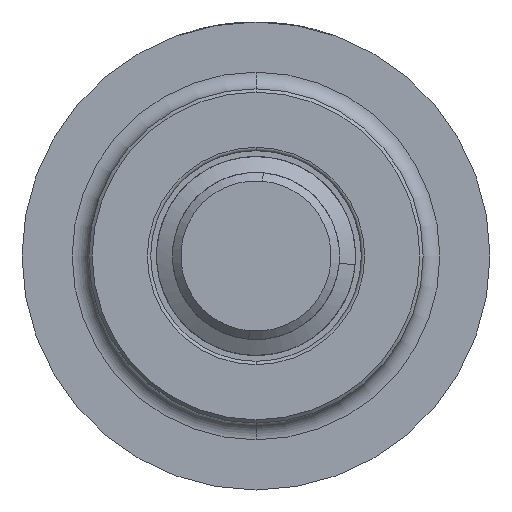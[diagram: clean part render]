
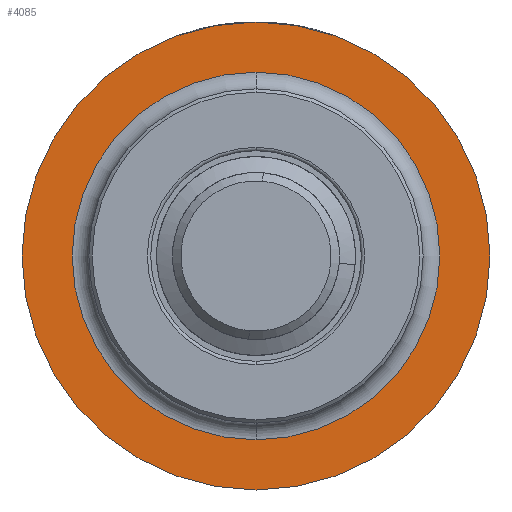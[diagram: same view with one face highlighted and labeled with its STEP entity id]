
A CAD part, front view. The second image highlights one B-rep face of the part: STEP entity #4085.
In plain terms, the highlighted planar face has unit normal (0, -1, 0).
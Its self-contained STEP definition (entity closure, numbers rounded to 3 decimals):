
#135 = CARTESIAN_POINT ( 'NONE',  ( 0., 7.42, 11. ) ) ;
#410 = EDGE_CURVE ( 'NONE', #1887, #6174, #2316, .T. ) ;
#421 = DIRECTION ( 'NONE',  ( 0., 0., -1. ) ) ;
#426 = DIRECTION ( 'NONE',  ( 0., 0., -1. ) ) ;
#728 = DIRECTION ( 'NONE',  ( 0., 0., -1. ) ) ;
#782 = ORIENTED_EDGE ( 'NONE', *, *, #3863, .F. ) ;
#1033 = DIRECTION ( 'NONE',  ( 0., -1., 0. ) ) ;
#1046 = CIRCLE ( 'NONE', #4782, 14. ) ;
#1710 = CARTESIAN_POINT ( 'NONE',  ( 0., 7.42, 0. ) ) ;
#1799 = AXIS2_PLACEMENT_3D ( 'NONE', #3579, #1033, #421 ) ;
#1820 = PLANE ( 'NONE',  #6776 ) ;
#1887 = VERTEX_POINT ( 'NONE', #2752 ) ;
#2129 = CARTESIAN_POINT ( 'NONE',  ( 0., 7.42, 14. ) ) ;
#2316 = CIRCLE ( 'NONE', #4293, 14. ) ;
#2335 = CIRCLE ( 'NONE', #4470, 11. ) ;
#2601 = DIRECTION ( 'NONE',  ( 0., -1., 0. ) ) ;
#2706 = VERTEX_POINT ( 'NONE', #5314 ) ;
#2752 = CARTESIAN_POINT ( 'NONE',  ( 0., 7.42, -14. ) ) ;
#2962 = CARTESIAN_POINT ( 'NONE',  ( 0., 7.42, 0. ) ) ;
#3524 = FACE_BOUND ( 'NONE', #6460, .T. ) ;
#3579 = CARTESIAN_POINT ( 'NONE',  ( 0., 7.42, 0. ) ) ;
#3642 = EDGE_CURVE ( 'NONE', #6174, #1887, #1046, .T. ) ;
#3659 = DIRECTION ( 'NONE',  ( 0., -1., 0. ) ) ;
#3732 = EDGE_CURVE ( 'NONE', #7602, #2706, #2335, .T. ) ;
#3863 = EDGE_CURVE ( 'NONE', #2706, #7602, #5004, .T. ) ;
#4085 = ADVANCED_FACE ( 'NONE', ( #7015, #3524 ), #1820, .T. ) ;
#4293 = AXIS2_PLACEMENT_3D ( 'NONE', #2962, #4828, #426 ) ;
#4295 = DIRECTION ( 'NONE',  ( 0., 0., -1. ) ) ;
#4347 = CARTESIAN_POINT ( 'NONE',  ( 11., 7.42, 0. ) ) ;
#4399 = ORIENTED_EDGE ( 'NONE', *, *, #3732, .F. ) ;
#4470 = AXIS2_PLACEMENT_3D ( 'NONE', #5760, #2601, #728 ) ;
#4782 = AXIS2_PLACEMENT_3D ( 'NONE', #1710, #4865, #5460 ) ;
#4828 = DIRECTION ( 'NONE',  ( 0., -1., 0. ) ) ;
#4865 = DIRECTION ( 'NONE',  ( 0., -1., 0. ) ) ;
#5004 = CIRCLE ( 'NONE', #1799, 11. ) ;
#5314 = CARTESIAN_POINT ( 'NONE',  ( 0., 7.42, -11. ) ) ;
#5460 = DIRECTION ( 'NONE',  ( 0., 0., -1. ) ) ;
#5623 = EDGE_LOOP ( 'NONE', ( #6959, #5702 ) ) ;
#5702 = ORIENTED_EDGE ( 'NONE', *, *, #3642, .T. ) ;
#5760 = CARTESIAN_POINT ( 'NONE',  ( 0., 7.42, 0. ) ) ;
#6174 = VERTEX_POINT ( 'NONE', #2129 ) ;
#6460 = EDGE_LOOP ( 'NONE', ( #782, #4399 ) ) ;
#6776 = AXIS2_PLACEMENT_3D ( 'NONE', #4347, #3659, #4295 ) ;
#6959 = ORIENTED_EDGE ( 'NONE', *, *, #410, .T. ) ;
#7015 = FACE_OUTER_BOUND ( 'NONE', #5623, .T. ) ;
#7602 = VERTEX_POINT ( 'NONE', #135 ) ;
